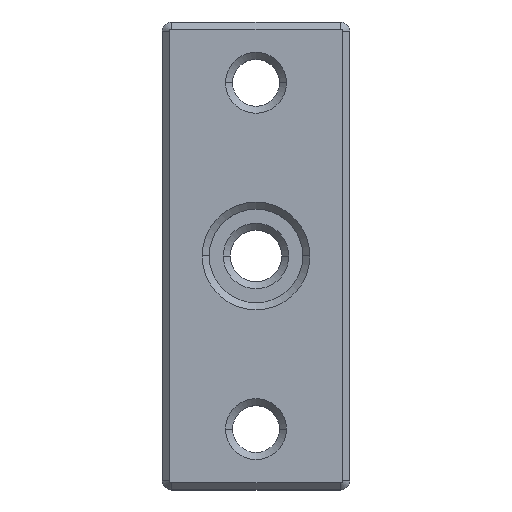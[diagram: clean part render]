
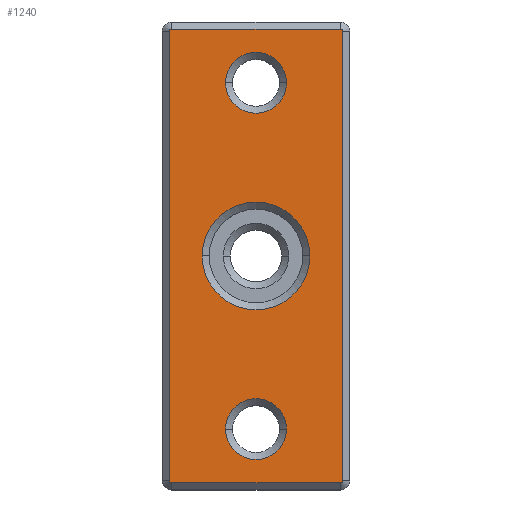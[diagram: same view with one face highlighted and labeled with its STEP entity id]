
A CAD part, top view. The second image highlights one B-rep face of the part: STEP entity #1240.
In plain terms, the highlighted planar face has unit normal (0, 0, 1).
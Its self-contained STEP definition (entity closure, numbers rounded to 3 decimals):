
#18 = PLANE ( 'NONE',  #3735 ) ;
#25 = AXIS2_PLACEMENT_3D ( 'NONE', #3313, #2148, #1828 ) ;
#133 = LINE ( 'NONE', #192, #2397 ) ;
#165 = CIRCLE ( 'NONE', #1064, 3.25 ) ;
#167 = VERTEX_POINT ( 'NONE', #1801 ) ;
#168 = VECTOR ( 'NONE', #3130, 1000. ) ;
#192 = CARTESIAN_POINT ( 'NONE',  ( -9., -24.25, 7. ) ) ;
#193 = ORIENTED_EDGE ( 'NONE', *, *, #1855, .T. ) ;
#222 = CARTESIAN_POINT ( 'NONE',  ( -9.25, 24., 7. ) ) ;
#266 = EDGE_CURVE ( 'NONE', #2983, #2484, #761, .T. ) ;
#295 = ORIENTED_EDGE ( 'NONE', *, *, #2312, .T. ) ;
#339 = CARTESIAN_POINT ( 'NONE',  ( -9.25, -24., 7. ) ) ;
#348 = DIRECTION ( 'NONE',  ( -1., 0., 0. ) ) ;
#362 = FACE_BOUND ( 'NONE', #1691, .T. ) ;
#448 = VERTEX_POINT ( 'NONE', #2486 ) ;
#589 = CIRCLE ( 'NONE', #1108, 0.25 ) ;
#623 = AXIS2_PLACEMENT_3D ( 'NONE', #1698, #2562, #1036 ) ;
#635 = DIRECTION ( 'NONE',  ( -1., 0., 0. ) ) ;
#644 = FACE_BOUND ( 'NONE', #972, .T. ) ;
#687 = EDGE_CURVE ( 'NONE', #2620, #2951, #2360, .T. ) ;
#708 = CIRCLE ( 'NONE', #2117, 0.25 ) ;
#733 = DIRECTION ( 'NONE',  ( -1., 0., 0. ) ) ;
#756 = LINE ( 'NONE', #3679, #1712 ) ;
#761 = CIRCLE ( 'NONE', #1865, 0.25 ) ;
#917 = DIRECTION ( 'NONE',  ( 0., 0., 1. ) ) ;
#941 = CARTESIAN_POINT ( 'NONE',  ( -9., 24.25, 7. ) ) ;
#960 = CARTESIAN_POINT ( 'NONE',  ( 9., -24.25, 7. ) ) ;
#972 = EDGE_LOOP ( 'NONE', ( #193, #3538 ) ) ;
#1005 = CARTESIAN_POINT ( 'NONE',  ( -9., -24.25, 7. ) ) ;
#1036 = DIRECTION ( 'NONE',  ( -1., 0., 0. ) ) ;
#1064 = AXIS2_PLACEMENT_3D ( 'NONE', #3402, #1884, #348 ) ;
#1108 = AXIS2_PLACEMENT_3D ( 'NONE', #1710, #2016, #2332 ) ;
#1110 = CARTESIAN_POINT ( 'NONE',  ( -9., -24., 7. ) ) ;
#1152 = EDGE_LOOP ( 'NONE', ( #3173, #1804 ) ) ;
#1201 = DIRECTION ( 'NONE',  ( -1., 0., 0. ) ) ;
#1236 = DIRECTION ( 'NONE',  ( 0., 0., -1. ) ) ;
#1240 = ADVANCED_FACE ( 'NONE', ( #3395, #644, #3153, #362 ), #18, .F. ) ;
#1286 = EDGE_CURVE ( 'NONE', #448, #167, #589, .T. ) ;
#1288 = VERTEX_POINT ( 'NONE', #3830 ) ;
#1294 = DIRECTION ( 'NONE',  ( -1., 0., 0. ) ) ;
#1328 = CARTESIAN_POINT ( 'NONE',  ( 9.25, 24., 7. ) ) ;
#1365 = DIRECTION ( 'NONE',  ( 1., 0., 0. ) ) ;
#1554 = CARTESIAN_POINT ( 'NONE',  ( 3.25, 18.5, 7. ) ) ;
#1568 = EDGE_CURVE ( 'NONE', #2479, #3873, #708, .T. ) ;
#1587 = ORIENTED_EDGE ( 'NONE', *, *, #2201, .T. ) ;
#1609 = ORIENTED_EDGE ( 'NONE', *, *, #1286, .T. ) ;
#1617 = ORIENTED_EDGE ( 'NONE', *, *, #1568, .T. ) ;
#1657 = DIRECTION ( 'NONE',  ( -1., 0., 0. ) ) ;
#1691 = EDGE_LOOP ( 'NONE', ( #3220, #3580 ) ) ;
#1698 = CARTESIAN_POINT ( 'NONE',  ( 0., 0., 7. ) ) ;
#1710 = CARTESIAN_POINT ( 'NONE',  ( 9., 24., 7. ) ) ;
#1712 = VECTOR ( 'NONE', #635, 1000. ) ;
#1723 = LINE ( 'NONE', #222, #2607 ) ;
#1756 = VERTEX_POINT ( 'NONE', #3424 ) ;
#1790 = ORIENTED_EDGE ( 'NONE', *, *, #3721, .T. ) ;
#1801 = CARTESIAN_POINT ( 'NONE',  ( 9., 24.25, 7. ) ) ;
#1804 = ORIENTED_EDGE ( 'NONE', *, *, #3808, .T. ) ;
#1821 = AXIS2_PLACEMENT_3D ( 'NONE', #2100, #917, #1201 ) ;
#1828 = DIRECTION ( 'NONE',  ( -1., 0., 0. ) ) ;
#1855 = EDGE_CURVE ( 'NONE', #3772, #3606, #2027, .T. ) ;
#1865 = AXIS2_PLACEMENT_3D ( 'NONE', #1110, #2334, #3557 ) ;
#1884 = DIRECTION ( 'NONE',  ( 0., 0., -1. ) ) ;
#1892 = EDGE_CURVE ( 'NONE', #3606, #3772, #2913, .T. ) ;
#2007 = DIRECTION ( 'NONE',  ( 0., -1., 0. ) ) ;
#2016 = DIRECTION ( 'NONE',  ( 0., 0., 1. ) ) ;
#2027 = CIRCLE ( 'NONE', #2533, 3.25 ) ;
#2100 = CARTESIAN_POINT ( 'NONE',  ( 9., -24., 7. ) ) ;
#2104 = EDGE_LOOP ( 'NONE', ( #1609, #1790, #1617, #2567, #3445, #1587, #295, #3834 ) ) ;
#2117 = AXIS2_PLACEMENT_3D ( 'NONE', #2127, #3345, #2769 ) ;
#2127 = CARTESIAN_POINT ( 'NONE',  ( -9., 24., 7. ) ) ;
#2148 = DIRECTION ( 'NONE',  ( 0., 0., -1. ) ) ;
#2191 = CARTESIAN_POINT ( 'NONE',  ( -3.25, 18.5, 7. ) ) ;
#2201 = EDGE_CURVE ( 'NONE', #2484, #3685, #133, .T. ) ;
#2262 = CARTESIAN_POINT ( 'NONE',  ( -9.25, 24., 7. ) ) ;
#2312 = EDGE_CURVE ( 'NONE', #3685, #1756, #3035, .T. ) ;
#2332 = DIRECTION ( 'NONE',  ( -1., 0., 0. ) ) ;
#2334 = DIRECTION ( 'NONE',  ( 0., 0., 1. ) ) ;
#2354 = AXIS2_PLACEMENT_3D ( 'NONE', #3187, #3466, #733 ) ;
#2360 = CIRCLE ( 'NONE', #623, 5.75 ) ;
#2397 = VECTOR ( 'NONE', #1365, 1000. ) ;
#2474 = CARTESIAN_POINT ( 'NONE',  ( -9., 24., 7. ) ) ;
#2479 = VERTEX_POINT ( 'NONE', #941 ) ;
#2484 = VERTEX_POINT ( 'NONE', #1005 ) ;
#2486 = CARTESIAN_POINT ( 'NONE',  ( 9.25, 24., 7. ) ) ;
#2533 = AXIS2_PLACEMENT_3D ( 'NONE', #3481, #3181, #1657 ) ;
#2537 = DIRECTION ( 'NONE',  ( 0., 0., -1. ) ) ;
#2547 = AXIS2_PLACEMENT_3D ( 'NONE', #3777, #1236, #3200 ) ;
#2562 = DIRECTION ( 'NONE',  ( 0., 0., -1. ) ) ;
#2567 = ORIENTED_EDGE ( 'NONE', *, *, #3939, .T. ) ;
#2607 = VECTOR ( 'NONE', #2007, 1000. ) ;
#2620 = VERTEX_POINT ( 'NONE', #3498 ) ;
#2681 = EDGE_CURVE ( 'NONE', #1288, #2725, #165, .T. ) ;
#2725 = VERTEX_POINT ( 'NONE', #3832 ) ;
#2769 = DIRECTION ( 'NONE',  ( -1., 0., 0. ) ) ;
#2913 = CIRCLE ( 'NONE', #25, 3.25 ) ;
#2951 = VERTEX_POINT ( 'NONE', #2968 ) ;
#2968 = CARTESIAN_POINT ( 'NONE',  ( 5.75, 0., 7. ) ) ;
#2983 = VERTEX_POINT ( 'NONE', #339 ) ;
#3035 = CIRCLE ( 'NONE', #1821, 0.25 ) ;
#3053 = CIRCLE ( 'NONE', #2354, 3.25 ) ;
#3130 = DIRECTION ( 'NONE',  ( 0., 1., 0. ) ) ;
#3153 = FACE_OUTER_BOUND ( 'NONE', #2104, .T. ) ;
#3173 = ORIENTED_EDGE ( 'NONE', *, *, #2681, .T. ) ;
#3181 = DIRECTION ( 'NONE',  ( 0., 0., -1. ) ) ;
#3187 = CARTESIAN_POINT ( 'NONE',  ( 0., -18.5, 7. ) ) ;
#3200 = DIRECTION ( 'NONE',  ( -1., 0., 0. ) ) ;
#3220 = ORIENTED_EDGE ( 'NONE', *, *, #3710, .T. ) ;
#3313 = CARTESIAN_POINT ( 'NONE',  ( 0., 18.5, 7. ) ) ;
#3345 = DIRECTION ( 'NONE',  ( 0., 0., 1. ) ) ;
#3395 = FACE_BOUND ( 'NONE', #1152, .T. ) ;
#3402 = CARTESIAN_POINT ( 'NONE',  ( 0., -18.5, 7. ) ) ;
#3424 = CARTESIAN_POINT ( 'NONE',  ( 9.25, -24., 7. ) ) ;
#3445 = ORIENTED_EDGE ( 'NONE', *, *, #266, .T. ) ;
#3466 = DIRECTION ( 'NONE',  ( 0., 0., -1. ) ) ;
#3472 = LINE ( 'NONE', #1328, #168 ) ;
#3481 = CARTESIAN_POINT ( 'NONE',  ( 0., 18.5, 7. ) ) ;
#3498 = CARTESIAN_POINT ( 'NONE',  ( -5.75, 0., 7. ) ) ;
#3538 = ORIENTED_EDGE ( 'NONE', *, *, #1892, .T. ) ;
#3557 = DIRECTION ( 'NONE',  ( -1., 0., 0. ) ) ;
#3580 = ORIENTED_EDGE ( 'NONE', *, *, #687, .T. ) ;
#3585 = EDGE_CURVE ( 'NONE', #1756, #448, #3472, .T. ) ;
#3606 = VERTEX_POINT ( 'NONE', #2191 ) ;
#3624 = CIRCLE ( 'NONE', #2547, 5.75 ) ;
#3679 = CARTESIAN_POINT ( 'NONE',  ( -9., 24.25, 7. ) ) ;
#3685 = VERTEX_POINT ( 'NONE', #960 ) ;
#3710 = EDGE_CURVE ( 'NONE', #2951, #2620, #3624, .T. ) ;
#3721 = EDGE_CURVE ( 'NONE', #167, #2479, #756, .T. ) ;
#3735 = AXIS2_PLACEMENT_3D ( 'NONE', #2474, #2537, #1294 ) ;
#3772 = VERTEX_POINT ( 'NONE', #1554 ) ;
#3777 = CARTESIAN_POINT ( 'NONE',  ( 0., 0., 7. ) ) ;
#3808 = EDGE_CURVE ( 'NONE', #2725, #1288, #3053, .T. ) ;
#3830 = CARTESIAN_POINT ( 'NONE',  ( 3.25, -18.5, 7. ) ) ;
#3832 = CARTESIAN_POINT ( 'NONE',  ( -3.25, -18.5, 7. ) ) ;
#3834 = ORIENTED_EDGE ( 'NONE', *, *, #3585, .T. ) ;
#3873 = VERTEX_POINT ( 'NONE', #2262 ) ;
#3939 = EDGE_CURVE ( 'NONE', #3873, #2983, #1723, .T. ) ;
